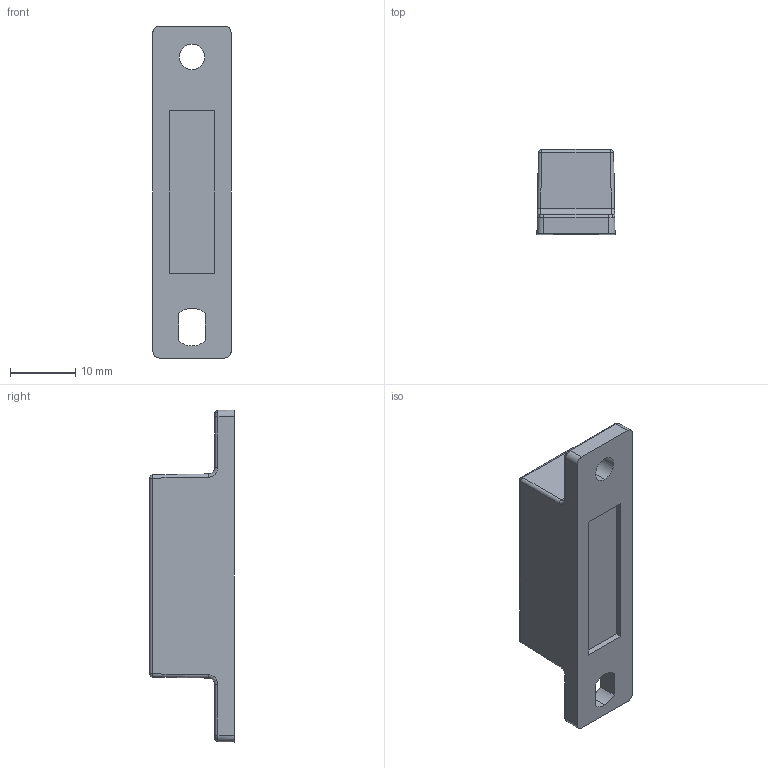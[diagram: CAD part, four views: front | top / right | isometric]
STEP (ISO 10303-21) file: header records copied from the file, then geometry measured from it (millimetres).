
FILE_DESCRIPTION (( 'STEP AP214' ), '1' );
FILE_NAME ('ENVIROMUX-M-DCS_MAGNET.STEP', '2014-04-17T17:41:04', ( 'test' ), ( '' ), 'SwSTEP 2.0', 'SolidWorks 2011', '' );
FILE_SCHEMA (( 'AUTOMOTIVE_DESIGN' ));
Length unit declared in the file: millimetre
Products named in the file (1): ENVIROMUX-M-DCS_MAGNET
Bounding box: 12 x 13 x 51 mm (x, y, z)
Volume: 5202.6 mm3; surface area: 2470 mm2
Topology: 1 solids, 1 shells, 58 faces, 141 edges, 82 vertices
Faces by surface type: cylinder 25, plane 17, bspline 12, sphere 4
Entity records: 1837 total; most frequent: CARTESIAN_POINT 566, ORIENTED_EDGE 274, DIRECTION 245, EDGE_CURVE 137, AXIS2_PLACEMENT_3D 89, VERTEX_POINT 82, LINE 67, VECTOR 67
